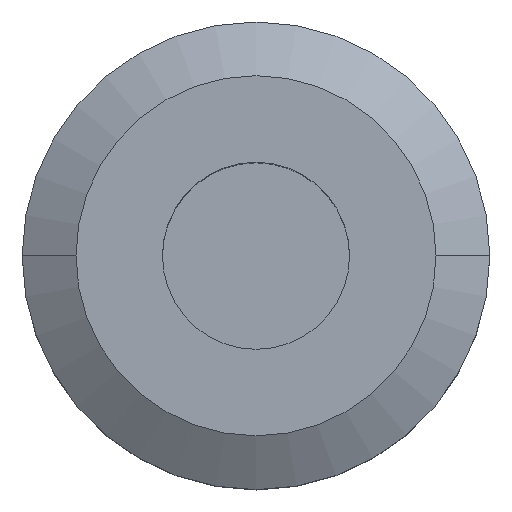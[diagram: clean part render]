
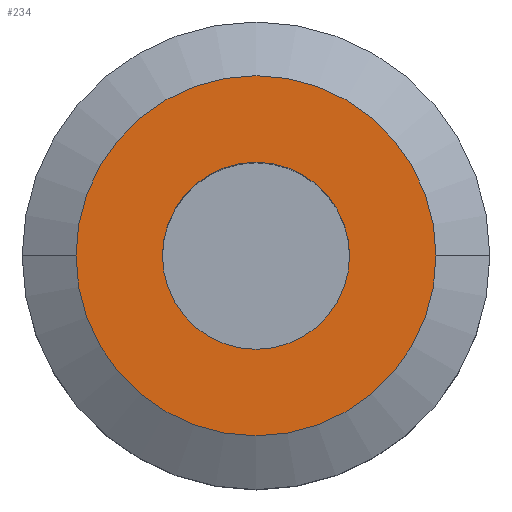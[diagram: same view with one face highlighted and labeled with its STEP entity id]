
A CAD part, top view. The second image highlights one B-rep face of the part: STEP entity #234.
In plain terms, the highlighted planar face has unit normal (0, 0, 1).
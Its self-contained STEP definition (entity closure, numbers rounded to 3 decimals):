
#105 = CIRCLE ( 'NONE', #1708, 10. ) ;
#110 = DIRECTION ( 'NONE',  ( 0., 0., -1. ) ) ;
#137 = CARTESIAN_POINT ( 'NONE',  ( 0., 0., 100. ) ) ;
#139 = CIRCLE ( 'NONE', #294, 10. ) ;
#234 = ADVANCED_FACE ( 'NONE', ( #787, #463 ), #801, .T. ) ;
#239 = DIRECTION ( 'NONE',  ( -1., 0., 0. ) ) ;
#244 = ORIENTED_EDGE ( 'NONE', *, *, #1049, .F. ) ;
#294 = AXIS2_PLACEMENT_3D ( 'NONE', #1287, #449, #415 ) ;
#327 = CARTESIAN_POINT ( 'NONE',  ( 19.25, 0., 100. ) ) ;
#391 = VERTEX_POINT ( 'NONE', #1361 ) ;
#414 = ORIENTED_EDGE ( 'NONE', *, *, #508, .T. ) ;
#415 = DIRECTION ( 'NONE',  ( -1., 0., 0. ) ) ;
#449 = DIRECTION ( 'NONE',  ( 0., 0., -1. ) ) ;
#463 = FACE_OUTER_BOUND ( 'NONE', #1780, .T. ) ;
#508 = EDGE_CURVE ( 'NONE', #1324, #391, #139, .T. ) ;
#549 = CARTESIAN_POINT ( 'NONE',  ( 0., 19.25, 100. ) ) ;
#612 = DIRECTION ( 'NONE',  ( 0., 0., -1. ) ) ;
#623 = AXIS2_PLACEMENT_3D ( 'NONE', #137, #1237, #1230 ) ;
#631 = AXIS2_PLACEMENT_3D ( 'NONE', #1174, #612, #1462 ) ;
#728 = VERTEX_POINT ( 'NONE', #770 ) ;
#731 = EDGE_CURVE ( 'NONE', #391, #1324, #105, .T. ) ;
#770 = CARTESIAN_POINT ( 'NONE',  ( -19.25, 0., 100. ) ) ;
#787 = FACE_BOUND ( 'NONE', #1819, .T. ) ;
#801 = PLANE ( 'NONE',  #1746 ) ;
#908 = CARTESIAN_POINT ( 'NONE',  ( 0., 0., 100. ) ) ;
#984 = CARTESIAN_POINT ( 'NONE',  ( 10., 0., 100. ) ) ;
#993 = DIRECTION ( 'NONE',  ( 1., 0., 0. ) ) ;
#1049 = EDGE_CURVE ( 'NONE', #1162, #728, #1422, .T. ) ;
#1149 = EDGE_CURVE ( 'NONE', #728, #1162, #1750, .T. ) ;
#1162 = VERTEX_POINT ( 'NONE', #327 ) ;
#1174 = CARTESIAN_POINT ( 'NONE',  ( 0., 0., 100. ) ) ;
#1230 = DIRECTION ( 'NONE',  ( -1., 0., 0. ) ) ;
#1237 = DIRECTION ( 'NONE',  ( 0., 0., -1. ) ) ;
#1265 = DIRECTION ( 'NONE',  ( 0., 0., 1. ) ) ;
#1287 = CARTESIAN_POINT ( 'NONE',  ( 0., 0., 100. ) ) ;
#1324 = VERTEX_POINT ( 'NONE', #984 ) ;
#1361 = CARTESIAN_POINT ( 'NONE',  ( -10., 0., 100. ) ) ;
#1401 = ORIENTED_EDGE ( 'NONE', *, *, #731, .T. ) ;
#1422 = CIRCLE ( 'NONE', #631, 19.25 ) ;
#1462 = DIRECTION ( 'NONE',  ( -1., 0., 0. ) ) ;
#1708 = AXIS2_PLACEMENT_3D ( 'NONE', #908, #110, #239 ) ;
#1746 = AXIS2_PLACEMENT_3D ( 'NONE', #549, #1265, #993 ) ;
#1750 = CIRCLE ( 'NONE', #623, 19.25 ) ;
#1764 = ORIENTED_EDGE ( 'NONE', *, *, #1149, .F. ) ;
#1780 = EDGE_LOOP ( 'NONE', ( #1764, #244 ) ) ;
#1819 = EDGE_LOOP ( 'NONE', ( #1401, #414 ) ) ;
